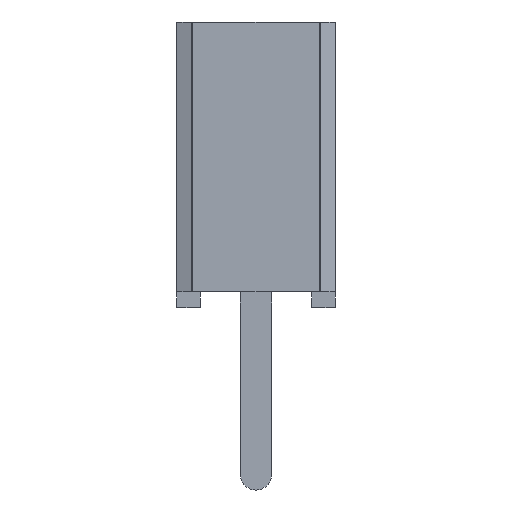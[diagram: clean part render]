
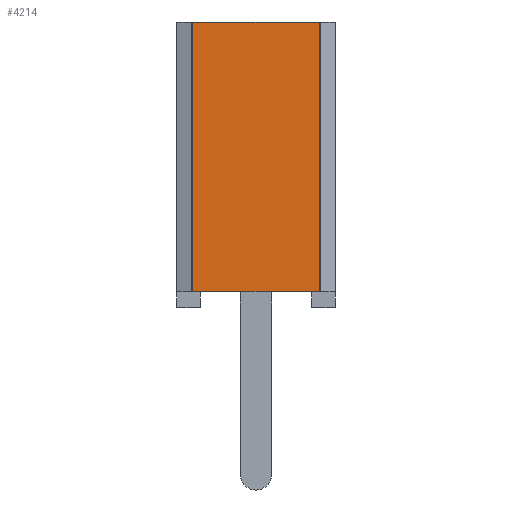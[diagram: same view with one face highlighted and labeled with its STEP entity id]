
A CAD part, left-side view. The second image highlights one B-rep face of the part: STEP entity #4214.
In plain terms, the highlighted planar face has unit normal (-1, 0, 0).
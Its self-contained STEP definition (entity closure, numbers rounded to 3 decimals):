
#4214 = ADVANCED_FACE('',(#4215),#4249,.F.);
#4215 = FACE_BOUND('',#4216,.T.);
#4216 = EDGE_LOOP('',(#4217,#4227,#4235,#4243));
#4217 = ORIENTED_EDGE('',*,*,#4218,.T.);
#4218 = EDGE_CURVE('',#4219,#4221,#4223,.T.);
#4219 = VERTEX_POINT('',#4220);
#4220 = CARTESIAN_POINT('',(-3.924,1.026,4.572));
#4221 = VERTEX_POINT('',#4222);
#4222 = CARTESIAN_POINT('',(-3.924,1.026,0.254));
#4223 = LINE('',#4224,#4225);
#4224 = CARTESIAN_POINT('',(-3.924,1.026,4.572));
#4225 = VECTOR('',#4226,1.);
#4226 = DIRECTION('',(0.,0.,-1.));
#4227 = ORIENTED_EDGE('',*,*,#4228,.T.);
#4228 = EDGE_CURVE('',#4221,#4229,#4231,.T.);
#4229 = VERTEX_POINT('',#4230);
#4230 = CARTESIAN_POINT('',(-3.924,-1.026,0.254));
#4231 = LINE('',#4232,#4233);
#4232 = CARTESIAN_POINT('',(-3.924,0.889,0.254));
#4233 = VECTOR('',#4234,1.);
#4234 = DIRECTION('',(0.,-1.,0.));
#4235 = ORIENTED_EDGE('',*,*,#4236,.T.);
#4236 = EDGE_CURVE('',#4229,#4237,#4239,.T.);
#4237 = VERTEX_POINT('',#4238);
#4238 = CARTESIAN_POINT('',(-3.924,-1.026,4.572));
#4239 = LINE('',#4240,#4241);
#4240 = CARTESIAN_POINT('',(-3.924,-1.026,4.572));
#4241 = VECTOR('',#4242,1.);
#4242 = DIRECTION('',(0.,0.,1.));
#4243 = ORIENTED_EDGE('',*,*,#4244,.F.);
#4244 = EDGE_CURVE('',#4219,#4237,#4245,.T.);
#4245 = LINE('',#4246,#4247);
#4246 = CARTESIAN_POINT('',(-3.924,1.27,4.572));
#4247 = VECTOR('',#4248,1.);
#4248 = DIRECTION('',(0.,-1.,0.));
#4249 = PLANE('',#4250);
#4250 = AXIS2_PLACEMENT_3D('',#4251,#4252,#4253);
#4251 = CARTESIAN_POINT('',(-3.924,1.27,4.572));
#4252 = DIRECTION('',(1.,0.,0.));
#4253 = DIRECTION('',(0.,1.,0.));
